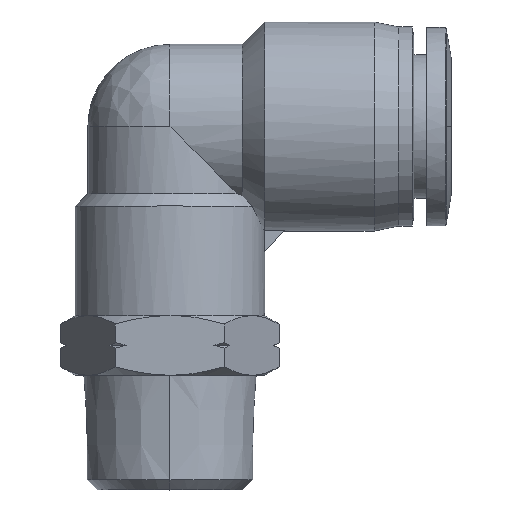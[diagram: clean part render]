
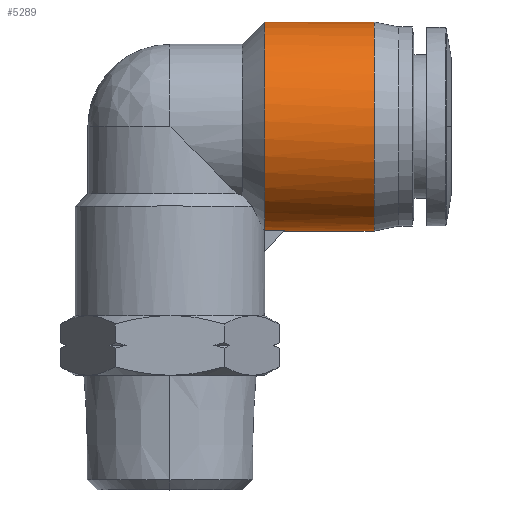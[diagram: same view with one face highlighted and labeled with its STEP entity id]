
A CAD part, top view. The second image highlights one B-rep face of the part: STEP entity #5289.
In plain terms, the highlighted cylindrical face has radius 10.5 mm (diameter 21 mm), a partial arc.
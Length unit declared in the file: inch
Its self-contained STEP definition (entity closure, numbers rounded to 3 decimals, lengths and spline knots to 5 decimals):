
#44 = CARTESIAN_POINT ( 'NONE',  ( 0.45275, 0.33464, 0. ) ) ;
#65 = CARTESIAN_POINT ( 'NONE',  ( 0.37401, 1.16142, 0. ) ) ;
#124 = DIRECTION ( 'NONE',  ( 0., 1., 0. ) ) ;
#166 = CARTESIAN_POINT ( 'NONE',  ( 0.37401, 0.74803, 0. ) ) ;
#189 = EDGE_CURVE ( 'NONE', #4488, #1104, #4898, .T. ) ;
#314 = EDGE_CURVE ( 'NONE', #4972, #4147, #4170, .T. ) ;
#475 = ORIENTED_EDGE ( 'NONE', *, *, #189, .T. ) ;
#537 = DIRECTION ( 'NONE',  ( 1., 0., 0. ) ) ;
#574 = DIRECTION ( 'NONE',  ( -1., 0., 0. ) ) ;
#585 = DIRECTION ( 'NONE',  ( 0., 1., 0. ) ) ;
#645 = CARTESIAN_POINT ( 'NONE',  ( 0.59055, 0.33465, 0. ) ) ;
#884 = CARTESIAN_POINT ( 'NONE',  ( 0.45463, 0.33652, 0.03937 ) ) ;
#946 = DIRECTION ( 'NONE',  ( 1., 0., 0. ) ) ;
#1044 = EDGE_CURVE ( 'NONE', #2661, #3064, #2042, .T. ) ;
#1104 = VERTEX_POINT ( 'NONE', #3122 ) ;
#1146 = ORIENTED_EDGE ( 'NONE', *, *, #3044, .T. ) ;
#2002 = VECTOR ( 'NONE', #3883, 39.37008 ) ;
#2010 = CARTESIAN_POINT ( 'NONE',  ( 0.59055, 0.74803, 0. ) ) ;
#2042 = LINE ( 'NONE', #2292, #2002 ) ;
#2060 = AXIS2_PLACEMENT_3D ( 'NONE', #3033, #574, #3445 ) ;
#2128 = FACE_OUTER_BOUND ( 'NONE', #2519, .T. ) ;
#2237 = CARTESIAN_POINT ( 'NONE',  ( 0.80708, 1.16142, 0. ) ) ;
#2283 = CARTESIAN_POINT ( 'NONE',  ( 0.45463, 0.33652, 0.03937 ) ) ;
#2287 = AXIS2_PLACEMENT_3D ( 'NONE', #166, #3049, #585 ) ;
#2289 = AXIS2_PLACEMENT_3D ( 'NONE', #2010, #946, #124 ) ;
#2292 = CARTESIAN_POINT ( 'NONE',  ( 0.40185, 0.33652, 0.03937 ) ) ;
#2504 = CARTESIAN_POINT ( 'NONE',  ( 0.45275, 0.33464, 0.01312 ) ) ;
#2519 = EDGE_LOOP ( 'NONE', ( #3510, #475, #1146, #3516, #3580, #3271 ) ) ;
#2532 = EDGE_CURVE ( 'NONE', #4488, #2661, #4629, .T. ) ;
#2661 = VERTEX_POINT ( 'NONE', #2283 ) ;
#2809 = CIRCLE ( 'NONE', #2287, 0.41339 ) ;
#3033 = CARTESIAN_POINT ( 'NONE',  ( 0.80708, 0.74803, 0. ) ) ;
#3044 = EDGE_CURVE ( 'NONE', #1104, #4147, #4925, .T. ) ;
#3049 = DIRECTION ( 'NONE',  ( -1., 0., 0. ) ) ;
#3064 = VERTEX_POINT ( 'NONE', #4700 ) ;
#3122 = CARTESIAN_POINT ( 'NONE',  ( 0.80708, 0.33465, 0. ) ) ;
#3271 = ORIENTED_EDGE ( 'NONE', *, *, #1044, .F. ) ;
#3335 = CARTESIAN_POINT ( 'NONE',  ( 0.45338, 0.33527, 0.02625 ) ) ;
#3350 = EDGE_CURVE ( 'NONE', #3064, #4972, #2809, .T. ) ;
#3445 = DIRECTION ( 'NONE',  ( 0., 1., 0. ) ) ;
#3510 = ORIENTED_EDGE ( 'NONE', *, *, #2532, .F. ) ;
#3516 = ORIENTED_EDGE ( 'NONE', *, *, #314, .F. ) ;
#3580 = ORIENTED_EDGE ( 'NONE', *, *, #3350, .F. ) ;
#3631 = CYLINDRICAL_SURFACE ( 'NONE', #2289, 0.41339 ) ;
#3719 = DIRECTION ( 'NONE',  ( 1., 0., 0. ) ) ;
#3756 = CARTESIAN_POINT ( 'NONE',  ( 0.59055, 1.16142, 0. ) ) ;
#3883 = DIRECTION ( 'NONE',  ( -1., 0., 0. ) ) ;
#4133 = VECTOR ( 'NONE', #3719, 39.37008 ) ;
#4147 = VERTEX_POINT ( 'NONE', #2237 ) ;
#4170 = LINE ( 'NONE', #3756, #4133 ) ;
#4488 = VERTEX_POINT ( 'NONE', #5311 ) ;
#4580 = VECTOR ( 'NONE', #537, 39.37008 ) ;
#4629 = B_SPLINE_CURVE_WITH_KNOTS ( 'NONE', 3,
 ( #44, #2504, #3335, #884 ),
 .UNSPECIFIED., .F., .F.,
 ( 4, 4 ),
 ( 0.5, 1. ),
 .UNSPECIFIED. ) ;
#4700 = CARTESIAN_POINT ( 'NONE',  ( 0.37401, 0.33652, 0.03937 ) ) ;
#4898 = LINE ( 'NONE', #645, #4580 ) ;
#4925 = CIRCLE ( 'NONE', #2060, 0.41339 ) ;
#4972 = VERTEX_POINT ( 'NONE', #65 ) ;
#5289 = ADVANCED_FACE ( 'NONE', ( #2128 ), #3631, .T. ) ;
#5311 = CARTESIAN_POINT ( 'NONE',  ( 0.45275, 0.33464, 0. ) ) ;
